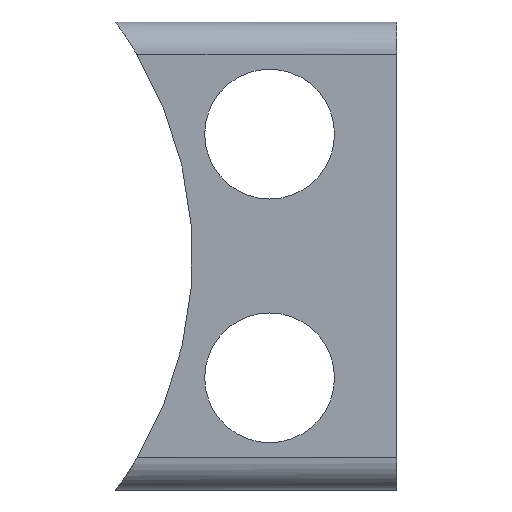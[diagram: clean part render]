
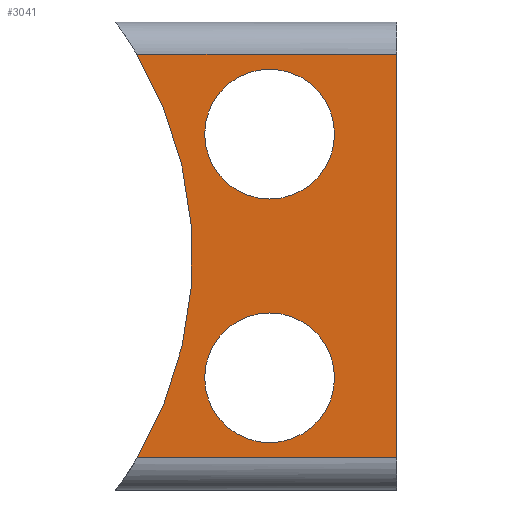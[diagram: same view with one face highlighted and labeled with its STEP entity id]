
A CAD part, front view. The second image highlights one B-rep face of the part: STEP entity #3041.
In plain terms, the highlighted planar face has unit normal (0, -1, 0).
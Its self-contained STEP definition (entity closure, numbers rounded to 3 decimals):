
#44 = PLANE('',#45);
#45 = AXIS2_PLACEMENT_3D('',#46,#47,#48);
#46 = CARTESIAN_POINT('',(-39.05,-5.795,23.05));
#47 = DIRECTION('',(1.,0.,0.));
#48 = DIRECTION('',(0.,1.,0.));
#706 = VERTEX_POINT('',#707);
#707 = CARTESIAN_POINT('',(-39.05,-17.5,32.434));
#722 = CYLINDRICAL_SURFACE('',#723,1.5);
#723 = AXIS2_PLACEMENT_3D('',#724,#725,#726);
#724 = CARTESIAN_POINT('',(-39.05,-16.,32.434));
#725 = DIRECTION('',(-1.,0.,0.));
#726 = DIRECTION('',(0.,0.,1.));
#734 = EDGE_CURVE('',#706,#735,#737,.T.);
#735 = VERTEX_POINT('',#736);
#736 = CARTESIAN_POINT('',(-39.05,-17.5,13.666));
#737 = SURFACE_CURVE('',#738,(#742,#749),.PCURVE_S1.);
#738 = LINE('',#739,#740);
#739 = CARTESIAN_POINT('',(-39.05,-17.5,33.934));
#740 = VECTOR('',#741,1.);
#741 = DIRECTION('',(0.,0.,-1.));
#742 = PCURVE('',#44,#743);
#743 = DEFINITIONAL_REPRESENTATION('',(#744),#748);
#744 = LINE('',#745,#746);
#745 = CARTESIAN_POINT('',(-11.705,10.884));
#746 = VECTOR('',#747,1.);
#747 = DIRECTION('',(0.,-1.));
#748 = ( GEOMETRIC_REPRESENTATION_CONTEXT(2) 
PARAMETRIC_REPRESENTATION_CONTEXT() REPRESENTATION_CONTEXT('2D SPACE',''
  ) );
#749 = PCURVE('',#750,#755);
#750 = PLANE('',#751);
#751 = AXIS2_PLACEMENT_3D('',#752,#753,#754);
#752 = CARTESIAN_POINT('',(-39.05,-17.5,33.934));
#753 = DIRECTION('',(-0.,-1.,-0.));
#754 = DIRECTION('',(0.,0.,-1.));
#755 = DEFINITIONAL_REPRESENTATION('',(#756),#760);
#756 = LINE('',#757,#758);
#757 = CARTESIAN_POINT('',(0.,0.));
#758 = VECTOR('',#759,1.);
#759 = DIRECTION('',(1.,0.));
#760 = ( GEOMETRIC_REPRESENTATION_CONTEXT(2) 
PARAMETRIC_REPRESENTATION_CONTEXT() REPRESENTATION_CONTEXT('2D SPACE',''
  ) );
#779 = CYLINDRICAL_SURFACE('',#780,1.5);
#780 = AXIS2_PLACEMENT_3D('',#781,#782,#783);
#781 = CARTESIAN_POINT('',(-39.05,-16.,13.666));
#782 = DIRECTION('',(-1.,0.,0.));
#783 = DIRECTION('',(0.,-1.,0.));
#2755 = CYLINDRICAL_SURFACE('',#2756,18.35);
#2756 = AXIS2_PLACEMENT_3D('',#2757,#2758,#2759);
#2757 = CARTESIAN_POINT('',(-66.9,7.343,23.03));
#2758 = DIRECTION('',(0.,1.,0.));
#2759 = DIRECTION('',(-1.,0.,0.));
#2877 = VERTEX_POINT('',#2878);
#2878 = CARTESIAN_POINT('',(-51.119,-17.5,13.666));
#2968 = EDGE_CURVE('',#735,#2877,#2969,.T.);
#2969 = SURFACE_CURVE('',#2970,(#2974,#2981),.PCURVE_S1.);
#2970 = LINE('',#2971,#2972);
#2971 = CARTESIAN_POINT('',(-39.05,-17.5,13.666));
#2972 = VECTOR('',#2973,1.);
#2973 = DIRECTION('',(-1.,0.,0.));
#2974 = PCURVE('',#779,#2975);
#2975 = DEFINITIONAL_REPRESENTATION('',(#2976),#2980);
#2976 = LINE('',#2977,#2978);
#2977 = CARTESIAN_POINT('',(-0.,0.));
#2978 = VECTOR('',#2979,1.);
#2979 = DIRECTION('',(-0.,1.));
#2980 = ( GEOMETRIC_REPRESENTATION_CONTEXT(2) 
PARAMETRIC_REPRESENTATION_CONTEXT() REPRESENTATION_CONTEXT('2D SPACE',''
  ) );
#2981 = PCURVE('',#750,#2982);
#2982 = DEFINITIONAL_REPRESENTATION('',(#2983),#2987);
#2983 = LINE('',#2984,#2985);
#2984 = CARTESIAN_POINT('',(20.267,0.));
#2985 = VECTOR('',#2986,1.);
#2986 = DIRECTION('',(0.,-1.));
#2987 = ( GEOMETRIC_REPRESENTATION_CONTEXT(2) 
PARAMETRIC_REPRESENTATION_CONTEXT() REPRESENTATION_CONTEXT('2D SPACE',''
  ) );
#3041 = ADVANCED_FACE('',(#3042,#3095,#3130),#750,.T.);
#3042 = FACE_BOUND('',#3043,.T.);
#3043 = EDGE_LOOP('',(#3044,#3045,#3068,#3094));
#3044 = ORIENTED_EDGE('',*,*,#734,.F.);
#3045 = ORIENTED_EDGE('',*,*,#3046,.T.);
#3046 = EDGE_CURVE('',#706,#3047,#3049,.T.);
#3047 = VERTEX_POINT('',#3048);
#3048 = CARTESIAN_POINT('',(-51.143,-17.5,32.434));
#3049 = SURFACE_CURVE('',#3050,(#3054,#3061),.PCURVE_S1.);
#3050 = LINE('',#3051,#3052);
#3051 = CARTESIAN_POINT('',(-39.05,-17.5,32.434));
#3052 = VECTOR('',#3053,1.);
#3053 = DIRECTION('',(-1.,0.,0.));
#3054 = PCURVE('',#750,#3055);
#3055 = DEFINITIONAL_REPRESENTATION('',(#3056),#3060);
#3056 = LINE('',#3057,#3058);
#3057 = CARTESIAN_POINT('',(1.5,0.));
#3058 = VECTOR('',#3059,1.);
#3059 = DIRECTION('',(0.,-1.));
#3060 = ( GEOMETRIC_REPRESENTATION_CONTEXT(2) 
PARAMETRIC_REPRESENTATION_CONTEXT() REPRESENTATION_CONTEXT('2D SPACE',''
  ) );
#3061 = PCURVE('',#722,#3062);
#3062 = DEFINITIONAL_REPRESENTATION('',(#3063),#3067);
#3063 = LINE('',#3064,#3065);
#3064 = CARTESIAN_POINT('',(-1.571,0.));
#3065 = VECTOR('',#3066,1.);
#3066 = DIRECTION('',(-0.,1.));
#3067 = ( GEOMETRIC_REPRESENTATION_CONTEXT(2) 
PARAMETRIC_REPRESENTATION_CONTEXT() REPRESENTATION_CONTEXT('2D SPACE',''
  ) );
#3068 = ORIENTED_EDGE('',*,*,#3069,.T.);
#3069 = EDGE_CURVE('',#3047,#2877,#3070,.T.);
#3070 = SURFACE_CURVE('',#3071,(#3076,#3087),.PCURVE_S1.);
#3071 = CIRCLE('',#3072,18.35);
#3072 = AXIS2_PLACEMENT_3D('',#3073,#3074,#3075);
#3073 = CARTESIAN_POINT('',(-66.9,-17.5,23.03));
#3074 = DIRECTION('',(0.,1.,0.));
#3075 = DIRECTION('',(-1.,0.,0.));
#3076 = PCURVE('',#750,#3077);
#3077 = DEFINITIONAL_REPRESENTATION('',(#3078),#3086);
#3078 = ( BOUNDED_CURVE() B_SPLINE_CURVE(2,(#3079,#3080,#3081,#3082,
#3083,#3084,#3085),.UNSPECIFIED.,.T.,.F.) B_SPLINE_CURVE_WITH_KNOTS((1,2
    ,2,2,2,1),(-2.094,0.,2.094,4.189,
6.283,8.378),.UNSPECIFIED.) CURVE() 
GEOMETRIC_REPRESENTATION_ITEM() RATIONAL_B_SPLINE_CURVE((1.,0.5,1.,0.5,
1.,0.5,1.)) REPRESENTATION_ITEM('') );
#3079 = CARTESIAN_POINT('',(10.904,-46.2));
#3080 = CARTESIAN_POINT('',(-20.879,-46.2));
#3081 = CARTESIAN_POINT('',(-4.988,-18.675));
#3082 = CARTESIAN_POINT('',(10.904,8.85));
#3083 = CARTESIAN_POINT('',(26.795,-18.675));
#3084 = CARTESIAN_POINT('',(42.687,-46.2));
#3085 = CARTESIAN_POINT('',(10.904,-46.2));
#3086 = ( GEOMETRIC_REPRESENTATION_CONTEXT(2) 
PARAMETRIC_REPRESENTATION_CONTEXT() REPRESENTATION_CONTEXT('2D SPACE',''
  ) );
#3087 = PCURVE('',#2755,#3088);
#3088 = DEFINITIONAL_REPRESENTATION('',(#3089),#3093);
#3089 = LINE('',#3090,#3091);
#3090 = CARTESIAN_POINT('',(0.,-24.843));
#3091 = VECTOR('',#3092,1.);
#3092 = DIRECTION('',(1.,0.));
#3093 = ( GEOMETRIC_REPRESENTATION_CONTEXT(2) 
PARAMETRIC_REPRESENTATION_CONTEXT() REPRESENTATION_CONTEXT('2D SPACE',''
  ) );
#3094 = ORIENTED_EDGE('',*,*,#2968,.F.);
#3095 = FACE_BOUND('',#3096,.T.);
#3096 = EDGE_LOOP('',(#3097));
#3097 = ORIENTED_EDGE('',*,*,#3098,.T.);
#3098 = EDGE_CURVE('',#3099,#3099,#3101,.T.);
#3099 = VERTEX_POINT('',#3100);
#3100 = CARTESIAN_POINT('',(-47.983,-17.5,28.719));
#3101 = SURFACE_CURVE('',#3102,(#3107,#3118),.PCURVE_S1.);
#3102 = CIRCLE('',#3103,3.019);
#3103 = AXIS2_PLACEMENT_3D('',#3104,#3105,#3106);
#3104 = CARTESIAN_POINT('',(-44.964,-17.5,28.719));
#3105 = DIRECTION('',(0.,1.,0.));
#3106 = DIRECTION('',(-1.,0.,0.));
#3107 = PCURVE('',#750,#3108);
#3108 = DEFINITIONAL_REPRESENTATION('',(#3109),#3117);
#3109 = ( BOUNDED_CURVE() B_SPLINE_CURVE(2,(#3110,#3111,#3112,#3113,
#3114,#3115,#3116),.UNSPECIFIED.,.T.,.F.) B_SPLINE_CURVE_WITH_KNOTS((1,2
    ,2,2,2,1),(-2.094,0.,2.094,4.189,
6.283,8.378),.UNSPECIFIED.) CURVE() 
GEOMETRIC_REPRESENTATION_ITEM() RATIONAL_B_SPLINE_CURVE((1.,0.5,1.,0.5,
1.,0.5,1.)) REPRESENTATION_ITEM('') );
#3110 = CARTESIAN_POINT('',(5.215,-8.933));
#3111 = CARTESIAN_POINT('',(-0.014,-8.933));
#3112 = CARTESIAN_POINT('',(2.6,-4.404));
#3113 = CARTESIAN_POINT('',(5.215,0.124));
#3114 = CARTESIAN_POINT('',(7.829,-4.404));
#3115 = CARTESIAN_POINT('',(10.443,-8.933));
#3116 = CARTESIAN_POINT('',(5.215,-8.933));
#3117 = ( GEOMETRIC_REPRESENTATION_CONTEXT(2) 
PARAMETRIC_REPRESENTATION_CONTEXT() REPRESENTATION_CONTEXT('2D SPACE',''
  ) );
#3118 = PCURVE('',#3119,#3124);
#3119 = CYLINDRICAL_SURFACE('',#3120,3.019);
#3120 = AXIS2_PLACEMENT_3D('',#3121,#3122,#3123);
#3121 = CARTESIAN_POINT('',(-44.964,0.,28.719));
#3122 = DIRECTION('',(0.,1.,0.));
#3123 = DIRECTION('',(-1.,0.,0.));
#3124 = DEFINITIONAL_REPRESENTATION('',(#3125),#3129);
#3125 = LINE('',#3126,#3127);
#3126 = CARTESIAN_POINT('',(0.,-17.5));
#3127 = VECTOR('',#3128,1.);
#3128 = DIRECTION('',(1.,0.));
#3129 = ( GEOMETRIC_REPRESENTATION_CONTEXT(2) 
PARAMETRIC_REPRESENTATION_CONTEXT() REPRESENTATION_CONTEXT('2D SPACE',''
  ) );
#3130 = FACE_BOUND('',#3131,.T.);
#3131 = EDGE_LOOP('',(#3132));
#3132 = ORIENTED_EDGE('',*,*,#3133,.T.);
#3133 = EDGE_CURVE('',#3134,#3134,#3136,.T.);
#3134 = VERTEX_POINT('',#3135);
#3135 = CARTESIAN_POINT('',(-47.983,-17.5,17.384));
#3136 = SURFACE_CURVE('',#3137,(#3142,#3153),.PCURVE_S1.);
#3137 = CIRCLE('',#3138,3.019);
#3138 = AXIS2_PLACEMENT_3D('',#3139,#3140,#3141);
#3139 = CARTESIAN_POINT('',(-44.964,-17.5,17.384));
#3140 = DIRECTION('',(0.,1.,0.));
#3141 = DIRECTION('',(-1.,0.,0.));
#3142 = PCURVE('',#750,#3143);
#3143 = DEFINITIONAL_REPRESENTATION('',(#3144),#3152);
#3144 = ( BOUNDED_CURVE() B_SPLINE_CURVE(2,(#3145,#3146,#3147,#3148,
#3149,#3150,#3151),.UNSPECIFIED.,.T.,.F.) B_SPLINE_CURVE_WITH_KNOTS((1,2
    ,2,2,2,1),(-2.094,0.,2.094,4.189,
6.283,8.378),.UNSPECIFIED.) CURVE() 
GEOMETRIC_REPRESENTATION_ITEM() RATIONAL_B_SPLINE_CURVE((1.,0.5,1.,0.5,
1.,0.5,1.)) REPRESENTATION_ITEM('') );
#3145 = CARTESIAN_POINT('',(16.55,-8.933));
#3146 = CARTESIAN_POINT('',(11.321,-8.933));
#3147 = CARTESIAN_POINT('',(13.935,-4.404));
#3148 = CARTESIAN_POINT('',(16.55,0.124));
#3149 = CARTESIAN_POINT('',(19.164,-4.404));
#3150 = CARTESIAN_POINT('',(21.778,-8.933));
#3151 = CARTESIAN_POINT('',(16.55,-8.933));
#3152 = ( GEOMETRIC_REPRESENTATION_CONTEXT(2) 
PARAMETRIC_REPRESENTATION_CONTEXT() REPRESENTATION_CONTEXT('2D SPACE',''
  ) );
#3153 = PCURVE('',#3154,#3159);
#3154 = CYLINDRICAL_SURFACE('',#3155,3.019);
#3155 = AXIS2_PLACEMENT_3D('',#3156,#3157,#3158);
#3156 = CARTESIAN_POINT('',(-44.964,0.,17.384));
#3157 = DIRECTION('',(0.,1.,0.));
#3158 = DIRECTION('',(-1.,0.,0.));
#3159 = DEFINITIONAL_REPRESENTATION('',(#3160),#3164);
#3160 = LINE('',#3161,#3162);
#3161 = CARTESIAN_POINT('',(-6.283,-17.5));
#3162 = VECTOR('',#3163,1.);
#3163 = DIRECTION('',(1.,-0.));
#3164 = ( GEOMETRIC_REPRESENTATION_CONTEXT(2) 
PARAMETRIC_REPRESENTATION_CONTEXT() REPRESENTATION_CONTEXT('2D SPACE',''
  ) );
